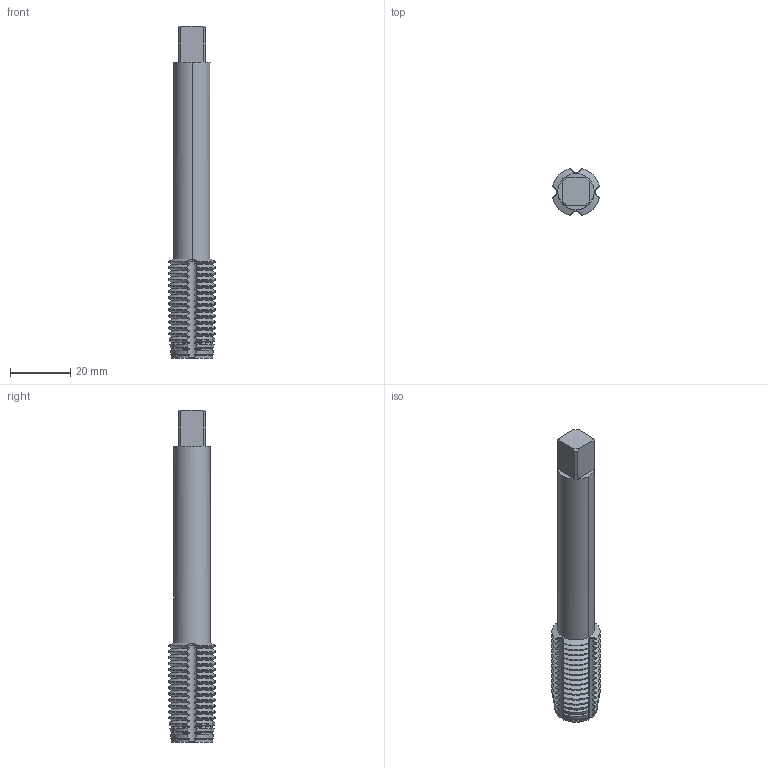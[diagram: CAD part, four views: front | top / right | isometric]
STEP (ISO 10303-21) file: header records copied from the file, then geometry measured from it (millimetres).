
FILE_DESCRIPTION(('no description'),'unknown implementation level');
FILE_NAME('solidupkOmNQQVfgAuMFd24yGxBj3nG8_1.STP',' ',('CIM GmbH Aachen'),('CADClick - KiM GmbH - www.kimweb.de'),'unknown preprocess','ACIS','unknown authorization');
FILE_SCHEMA(('automotive_design'));
Length unit declared in the file: millimetre
Products named in the file (2): 1; 2
Bounding box: 15.6 x 15.6 x 110 mm (x, y, z)
Volume: 13624.7 mm3; surface area: 8120.5 mm2
Topology: 2 solids, 2 shells, 321 faces, 943 edges, 626 vertices
Faces by surface type: cone 158, cylinder 138, plane 17, torus 8
Entity records: 23104 total; most frequent: CARTESIAN_POINT 4447, STYLED_ITEM 1892, PRESENTATION_STYLE_ASSIGNMENT 1892, COLOUR_RGB 1892, ORIENTED_EDGE 1886, DIRECTION 1583, EDGE_CURVE 943, CURVE_STYLE 943
